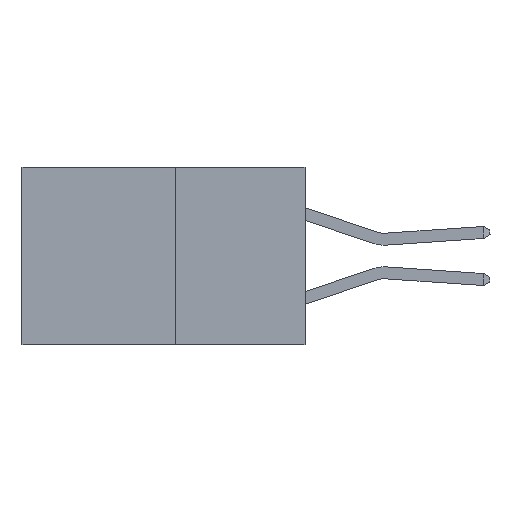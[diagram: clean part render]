
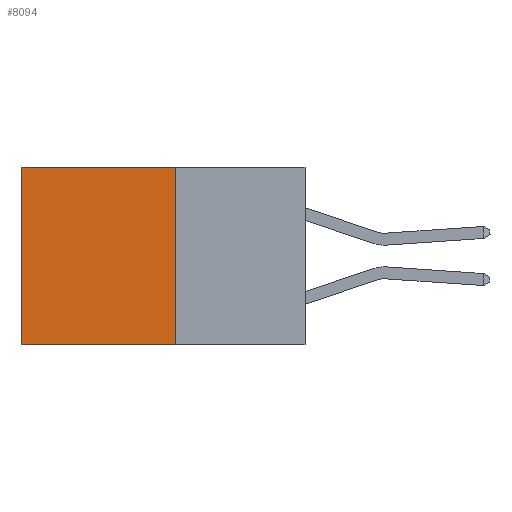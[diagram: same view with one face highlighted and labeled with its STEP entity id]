
A CAD part, left-side view. The second image highlights one B-rep face of the part: STEP entity #8094.
In plain terms, the highlighted planar face has unit normal (-1, 0, 0).
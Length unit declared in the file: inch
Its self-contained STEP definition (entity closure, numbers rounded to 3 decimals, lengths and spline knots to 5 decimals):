
#79 = LINE ( 'NONE', #1047, #14081 ) ;
#109 = DIRECTION ( 'NONE',  ( 1., 0., 0. ) ) ;
#672 = VERTEX_POINT ( 'NONE', #10391 ) ;
#816 = EDGE_CURVE ( 'NONE', #10861, #12596, #12982, .T. ) ;
#888 = DIRECTION ( 'NONE',  ( 0., 0., -1. ) ) ;
#1047 = CARTESIAN_POINT ( 'NONE',  ( 0.277, 0.27, -0.37 ) ) ;
#1074 = CARTESIAN_POINT ( 'NONE',  ( 0.277, 0.59, 0. ) ) ;
#2947 = AXIS2_PLACEMENT_3D ( 'NONE', #12902, #109, #13890 ) ;
#3031 = VECTOR ( 'NONE', #8703, 39.37008 ) ;
#3041 = VERTEX_POINT ( 'NONE', #9710 ) ;
#3348 = ORIENTED_EDGE ( 'NONE', *, *, #816, .T. ) ;
#3641 = EDGE_CURVE ( 'NONE', #672, #12596, #9950, .T. ) ;
#3925 = EDGE_LOOP ( 'NONE', ( #3348, #4036, #4747, #6248 ) ) ;
#4036 = ORIENTED_EDGE ( 'NONE', *, *, #3641, .F. ) ;
#4273 = VECTOR ( 'NONE', #6437, 39.37008 ) ;
#4343 = EDGE_CURVE ( 'NONE', #3041, #10861, #6071, .T. ) ;
#4747 = ORIENTED_EDGE ( 'NONE', *, *, #6712, .F. ) ;
#6071 = LINE ( 'NONE', #9977, #3031 ) ;
#6248 = ORIENTED_EDGE ( 'NONE', *, *, #4343, .T. ) ;
#6437 = DIRECTION ( 'NONE',  ( 0., 1., 0. ) ) ;
#6712 = EDGE_CURVE ( 'NONE', #3041, #672, #79, .T. ) ;
#8094 = ADVANCED_FACE ( 'NONE', ( #11490 ), #12764, .F. ) ;
#8703 = DIRECTION ( 'NONE',  ( 0., 1., 0. ) ) ;
#8850 = CARTESIAN_POINT ( 'NONE',  ( 0.277, 0.59, -0.37 ) ) ;
#9710 = CARTESIAN_POINT ( 'NONE',  ( 0.277, 0.27, 0. ) ) ;
#9857 = VECTOR ( 'NONE', #11569, 39.37008 ) ;
#9950 = LINE ( 'NONE', #12822, #4273 ) ;
#9977 = CARTESIAN_POINT ( 'NONE',  ( 0.277, 0.27, 0. ) ) ;
#10391 = CARTESIAN_POINT ( 'NONE',  ( 0.277, 0.27, -0.37 ) ) ;
#10861 = VERTEX_POINT ( 'NONE', #1074 ) ;
#11193 = CARTESIAN_POINT ( 'NONE',  ( 0.277, 0.59, -0.37 ) ) ;
#11490 = FACE_OUTER_BOUND ( 'NONE', #3925, .T. ) ;
#11569 = DIRECTION ( 'NONE',  ( 0., 0., -1. ) ) ;
#12596 = VERTEX_POINT ( 'NONE', #11193 ) ;
#12764 = PLANE ( 'NONE',  #2947 ) ;
#12822 = CARTESIAN_POINT ( 'NONE',  ( 0.277, 0.27, -0.37 ) ) ;
#12902 = CARTESIAN_POINT ( 'NONE',  ( 0.277, 0.27, -0.37 ) ) ;
#12982 = LINE ( 'NONE', #8850, #9857 ) ;
#13890 = DIRECTION ( 'NONE',  ( 0., 0., -1. ) ) ;
#14081 = VECTOR ( 'NONE', #888, 39.37008 ) ;
